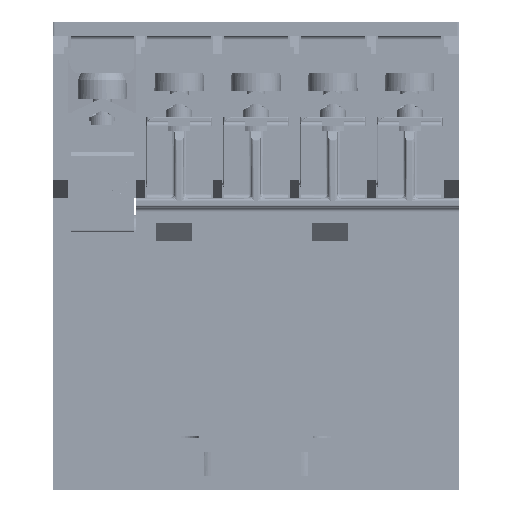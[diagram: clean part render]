
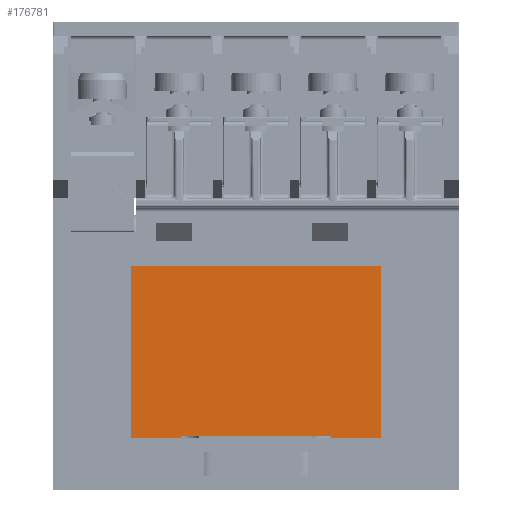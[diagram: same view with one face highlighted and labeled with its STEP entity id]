
A CAD part, front view. The second image highlights one B-rep face of the part: STEP entity #176781.
In plain terms, the highlighted planar face has unit normal (0, -1, 0).
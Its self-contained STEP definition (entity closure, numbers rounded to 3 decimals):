
#161325=CARTESIAN_POINT('',(-13.875,-22.175,6.75));
#161326=VERTEX_POINT('',#161325);
#161333=CARTESIAN_POINT('',(13.875,-22.175,6.75));
#161334=VERTEX_POINT('',#161333);
#161335=CARTESIAN_POINT('',(-13.875,-22.175,6.75));
#161336=DIRECTION('',(1.0,0.0,0.0));
#161337=VECTOR('',#161336,27.75);
#161338=LINE('',#161335,#161337);
#161339=EDGE_CURVE('',#161326,#161334,#161338,.T.);
#163606=CARTESIAN_POINT('',(13.875,-22.175,-12.25));
#163607=VERTEX_POINT('',#163606);
#163616=CARTESIAN_POINT('',(13.875,-22.175,-12.25));
#163617=DIRECTION('',(0.0,0.0,1.0));
#163618=VECTOR('',#163617,19.0);
#163619=LINE('',#163616,#163618);
#163620=EDGE_CURVE('',#163607,#161334,#163619,.T.);
#163632=CARTESIAN_POINT('',(-13.875,-22.175,-12.25));
#163633=VERTEX_POINT('',#163632);
#163640=CARTESIAN_POINT('',(-13.875,-22.175,6.75));
#163641=DIRECTION('',(0.0,0.0,-1.0));
#163642=VECTOR('',#163641,19.);
#163643=LINE('',#163640,#163642);
#163644=EDGE_CURVE('',#161326,#163633,#163643,.T.);
#167718=CARTESIAN_POINT('',(-8.25,-22.175,-12.25));
#167719=VERTEX_POINT('',#167718);
#167727=CARTESIAN_POINT('',(-13.875,-22.175,-12.25));
#167728=DIRECTION('',(1.0,0.0,0.0));
#167729=VECTOR('',#167728,5.625);
#167730=LINE('',#167727,#167729);
#167731=EDGE_CURVE('',#163633,#167719,#167730,.T.);
#167787=CARTESIAN_POINT('',(8.25,-22.175,-12.));
#167788=VERTEX_POINT('',#167787);
#167796=CARTESIAN_POINT('',(-8.25,-22.175,-12.));
#167797=VERTEX_POINT('',#167796);
#167798=CARTESIAN_POINT('',(-8.25,-22.175,-12.));
#167799=DIRECTION('',(1.0,0.0,0.0));
#167800=VECTOR('',#167799,16.5);
#167801=LINE('',#167798,#167800);
#167802=EDGE_CURVE('',#167797,#167788,#167801,.T.);
#176707=CARTESIAN_POINT('',(8.25,-22.175,-12.25));
#176708=VERTEX_POINT('',#176707);
#176723=CARTESIAN_POINT('',(8.25,-22.175,-12.25));
#176724=DIRECTION('',(1.0,0.0,0.0));
#176725=VECTOR('',#176724,5.625);
#176726=LINE('',#176723,#176725);
#176727=EDGE_CURVE('',#176708,#163607,#176726,.T.);
#176750=CARTESIAN_POINT('',(8.25,-22.175,-12.25));
#176751=DIRECTION('',(0.0,0.0,1.0));
#176752=VECTOR('',#176751,0.25);
#176753=LINE('',#176750,#176752);
#176754=EDGE_CURVE('',#176708,#167788,#176753,.T.);
#176761=CARTESIAN_POINT('',(0.,-22.175,-3.75));
#176762=DIRECTION('',(0.0,1.0,0.0));
#176763=DIRECTION('',(0.0,0.0,1.0));
#176764=AXIS2_PLACEMENT_3D('',#176761,#176762,#176763);
#176765=PLANE('',#176764);
#176766=CARTESIAN_POINT('',(-8.25,-22.175,-12.));
#176767=DIRECTION('',(0.0,0.0,-1.0));
#176768=VECTOR('',#176767,0.25);
#176769=LINE('',#176766,#176768);
#176770=EDGE_CURVE('',#167797,#167719,#176769,.T.);
#176771=ORIENTED_EDGE('',*,*,#176770,.F.);
#176772=ORIENTED_EDGE('',*,*,#167802,.T.);
#176773=ORIENTED_EDGE('',*,*,#176754,.F.);
#176774=ORIENTED_EDGE('',*,*,#176727,.T.);
#176775=ORIENTED_EDGE('',*,*,#163620,.T.);
#176776=ORIENTED_EDGE('',*,*,#161339,.F.);
#176777=ORIENTED_EDGE('',*,*,#163644,.T.);
#176778=ORIENTED_EDGE('',*,*,#167731,.T.);
#176779=EDGE_LOOP('',(#176771,#176772,#176773,#176774,#176775,#176776,#176777,#176778));
#176780=FACE_OUTER_BOUND('',#176779,.T.);
#176781=ADVANCED_FACE('',(#176780),#176765,.F.);
